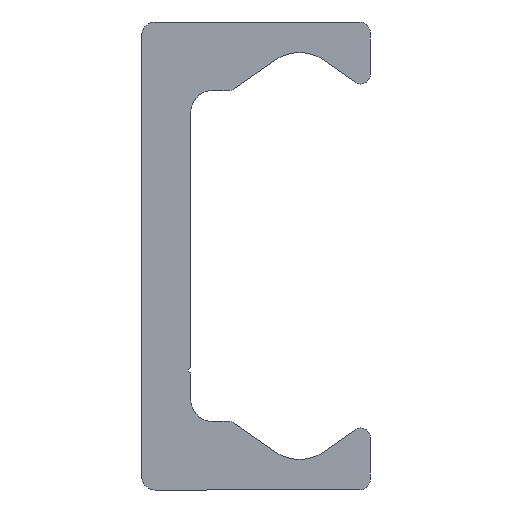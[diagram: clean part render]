
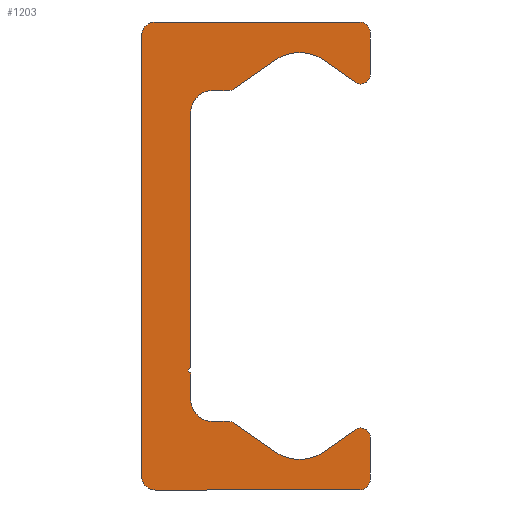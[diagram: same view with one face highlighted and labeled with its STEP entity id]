
A CAD part, left-side view. The second image highlights one B-rep face of the part: STEP entity #1203.
In plain terms, the highlighted planar face has unit normal (-1, 0, 0).
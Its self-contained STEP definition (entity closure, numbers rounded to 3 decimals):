
#324=CARTESIAN_POINT('',(0.0,9.25,-21.5));
#325=VERTEX_POINT('',#324);
#332=CARTESIAN_POINT('',(0.0,10.5,-20.25));
#333=VERTEX_POINT('',#332);
#334=CARTESIAN_POINT('',(0.0,9.25,-20.25));
#335=DIRECTION('',(1.0,0.0,0.0));
#336=DIRECTION('',(0.0,0.0,-1.0));
#337=AXIS2_PLACEMENT_3D('',#334,#335,#336);
#338=CIRCLE('',#337,1.25);
#339=EDGE_CURVE('',#325,#333,#338,.T.);
#363=CARTESIAN_POINT('',(0.0,-9.5,-21.5));
#364=VERTEX_POINT('',#363);
#371=CARTESIAN_POINT('',(0.0,-9.5,-21.5));
#372=DIRECTION('',(0.0,1.0,0.0));
#373=VECTOR('',#372,18.75);
#374=LINE('',#371,#373);
#375=EDGE_CURVE('',#364,#325,#374,.T.);
#395=CARTESIAN_POINT('',(0.0,-10.5,-20.5));
#396=VERTEX_POINT('',#395);
#403=CARTESIAN_POINT('',(0.0,-9.5,-20.5));
#404=DIRECTION('',(1.0,0.0,0.0));
#405=DIRECTION('',(0.0,-1.0,0.0));
#406=AXIS2_PLACEMENT_3D('',#403,#404,#405);
#407=CIRCLE('',#406,1.0);
#408=EDGE_CURVE('',#396,#364,#407,.T.);
#427=CARTESIAN_POINT('',(0.0,-10.5,-16.65));
#428=VERTEX_POINT('',#427);
#435=CARTESIAN_POINT('',(0.0,-10.5,-16.65));
#436=DIRECTION('',(0.0,0.0,-1.0));
#437=VECTOR('',#436,3.85);
#438=LINE('',#435,#437);
#439=EDGE_CURVE('',#428,#396,#438,.T.);
#459=CARTESIAN_POINT('',(0.0,-9.162,-15.954));
#460=VERTEX_POINT('',#459);
#467=CARTESIAN_POINT('',(0.0,-9.65,-16.65));
#468=DIRECTION('',(1.0,0.0,0.0));
#469=DIRECTION('',(0.0,0.574,0.819));
#470=AXIS2_PLACEMENT_3D('',#467,#468,#469);
#471=CIRCLE('',#470,0.85);
#472=EDGE_CURVE('',#460,#428,#471,.T.);
#491=CARTESIAN_POINT('',(0.0,-6.294,-17.962));
#492=VERTEX_POINT('',#491);
#499=CARTESIAN_POINT('',(0.0,-6.294,-17.962));
#500=DIRECTION('',(0.0,-0.819,0.574));
#501=VECTOR('',#500,3.501);
#502=LINE('',#499,#501);
#503=EDGE_CURVE('',#492,#460,#502,.T.);
#523=CARTESIAN_POINT('',(0.0,-1.706,-17.962));
#524=VERTEX_POINT('',#523);
#531=CARTESIAN_POINT('',(0.0,-4.,-14.685));
#532=DIRECTION('',(-1.0,0.0,0.0));
#533=DIRECTION('',(0.0,0.574,0.819));
#534=AXIS2_PLACEMENT_3D('',#531,#532,#533);
#535=CIRCLE('',#534,4.0);
#536=EDGE_CURVE('',#524,#492,#535,.T.);
#555=CARTESIAN_POINT('',(0.0,1.981,-15.381));
#556=VERTEX_POINT('',#555);
#563=CARTESIAN_POINT('',(0.0,1.981,-15.381));
#564=DIRECTION('',(0.0,-0.819,-0.574));
#565=VECTOR('',#564,4.5);
#566=LINE('',#563,#565);
#567=EDGE_CURVE('',#556,#524,#566,.T.);
#587=CARTESIAN_POINT('',(0.0,2.554,-15.2));
#588=VERTEX_POINT('',#587);
#595=CARTESIAN_POINT('',(0.0,2.554,-16.2));
#596=DIRECTION('',(1.0,0.0,0.0));
#597=DIRECTION('',(0.0,0.0,1.0));
#598=AXIS2_PLACEMENT_3D('',#595,#596,#597);
#599=CIRCLE('',#598,1.);
#600=EDGE_CURVE('',#588,#556,#599,.T.);
#619=CARTESIAN_POINT('',(0.0,4.0,-15.2));
#620=VERTEX_POINT('',#619);
#627=CARTESIAN_POINT('',(0.0,4.0,-15.2));
#628=DIRECTION('',(0.0,-1.0,0.0));
#629=VECTOR('',#628,1.446);
#630=LINE('',#627,#629);
#631=EDGE_CURVE('',#620,#588,#630,.T.);
#651=CARTESIAN_POINT('',(0.0,6.,-13.2));
#652=VERTEX_POINT('',#651);
#659=CARTESIAN_POINT('',(0.0,4.,-13.2));
#660=DIRECTION('',(-1.0,0.0,0.0));
#661=DIRECTION('',(0.0,0.0,1.0));
#662=AXIS2_PLACEMENT_3D('',#659,#660,#661);
#663=CIRCLE('',#662,2.0);
#664=EDGE_CURVE('',#652,#620,#663,.T.);
#683=CARTESIAN_POINT('',(0.0,6.,-10.75));
#684=VERTEX_POINT('',#683);
#691=CARTESIAN_POINT('',(0.0,6.,-10.75));
#692=DIRECTION('',(0.0,0.0,-1.0));
#693=VECTOR('',#692,2.45);
#694=LINE('',#691,#693);
#695=EDGE_CURVE('',#684,#652,#694,.T.);
#715=CARTESIAN_POINT('',(0.0,6.,-10.25));
#716=VERTEX_POINT('',#715);
#723=CARTESIAN_POINT('',(0.0,6.,-10.5));
#724=DIRECTION('',(-1.0,0.0,0.0));
#725=DIRECTION('',(0.0,0.0,1.0));
#726=AXIS2_PLACEMENT_3D('',#723,#724,#725);
#727=CIRCLE('',#726,0.25);
#728=EDGE_CURVE('',#716,#684,#727,.T.);
#747=CARTESIAN_POINT('',(0.0,6.,13.2));
#748=VERTEX_POINT('',#747);
#755=CARTESIAN_POINT('',(0.0,6.,13.2));
#756=DIRECTION('',(0.0,0.0,-1.0));
#757=VECTOR('',#756,23.45);
#758=LINE('',#755,#757);
#759=EDGE_CURVE('',#748,#716,#758,.T.);
#794=CARTESIAN_POINT('',(0.0,4.0,15.2));
#795=VERTEX_POINT('',#794);
#802=CARTESIAN_POINT('',(0.0,4.,13.2));
#803=DIRECTION('',(-1.0,0.0,0.0));
#804=DIRECTION('',(0.0,-1.0,0.0));
#805=AXIS2_PLACEMENT_3D('',#802,#803,#804);
#806=CIRCLE('',#805,2.0);
#807=EDGE_CURVE('',#795,#748,#806,.T.);
#826=CARTESIAN_POINT('',(0.0,2.554,15.2));
#827=VERTEX_POINT('',#826);
#834=CARTESIAN_POINT('',(0.0,2.554,15.2));
#835=DIRECTION('',(0.0,1.0,0.0));
#836=VECTOR('',#835,1.446);
#837=LINE('',#834,#836);
#838=EDGE_CURVE('',#827,#795,#837,.T.);
#858=CARTESIAN_POINT('',(0.0,1.981,15.381));
#859=VERTEX_POINT('',#858);
#866=CARTESIAN_POINT('',(0.0,2.554,16.2));
#867=DIRECTION('',(1.0,0.0,0.0));
#868=DIRECTION('',(0.0,-0.574,-0.819));
#869=AXIS2_PLACEMENT_3D('',#866,#867,#868);
#870=CIRCLE('',#869,1.);
#871=EDGE_CURVE('',#859,#827,#870,.T.);
#890=CARTESIAN_POINT('',(0.0,-1.706,17.962));
#891=VERTEX_POINT('',#890);
#898=CARTESIAN_POINT('',(0.0,-1.706,17.962));
#899=DIRECTION('',(0.0,0.819,-0.574));
#900=VECTOR('',#899,4.5);
#901=LINE('',#898,#900);
#902=EDGE_CURVE('',#891,#859,#901,.T.);
#922=CARTESIAN_POINT('',(0.0,-6.294,17.962));
#923=VERTEX_POINT('',#922);
#930=CARTESIAN_POINT('',(0.0,-4.,14.685));
#931=DIRECTION('',(-1.0,0.0,0.0));
#932=DIRECTION('',(0.0,-0.574,-0.819));
#933=AXIS2_PLACEMENT_3D('',#930,#931,#932);
#934=CIRCLE('',#933,4.0);
#935=EDGE_CURVE('',#923,#891,#934,.T.);
#954=CARTESIAN_POINT('',(0.0,-9.162,15.954));
#955=VERTEX_POINT('',#954);
#962=CARTESIAN_POINT('',(0.0,-9.162,15.954));
#963=DIRECTION('',(0.0,0.819,0.574));
#964=VECTOR('',#963,3.501);
#965=LINE('',#962,#964);
#966=EDGE_CURVE('',#955,#923,#965,.T.);
#986=CARTESIAN_POINT('',(0.0,-10.5,16.65));
#987=VERTEX_POINT('',#986);
#994=CARTESIAN_POINT('',(0.0,-9.65,16.65));
#995=DIRECTION('',(1.0,0.0,0.0));
#996=DIRECTION('',(0.0,-1.0,0.0));
#997=AXIS2_PLACEMENT_3D('',#994,#995,#996);
#998=CIRCLE('',#997,0.85);
#999=EDGE_CURVE('',#987,#955,#998,.T.);
#1018=CARTESIAN_POINT('',(0.0,-10.5,20.5));
#1019=VERTEX_POINT('',#1018);
#1026=CARTESIAN_POINT('',(0.0,-10.5,20.5));
#1027=DIRECTION('',(0.0,0.0,-1.0));
#1028=VECTOR('',#1027,3.85);
#1029=LINE('',#1026,#1028);
#1030=EDGE_CURVE('',#1019,#987,#1029,.T.);
#1050=CARTESIAN_POINT('',(0.0,-9.5,21.5));
#1051=VERTEX_POINT('',#1050);
#1058=CARTESIAN_POINT('',(0.0,-9.5,20.5));
#1059=DIRECTION('',(1.0,0.0,0.0));
#1060=DIRECTION('',(0.0,0.0,1.0));
#1061=AXIS2_PLACEMENT_3D('',#1058,#1059,#1060);
#1062=CIRCLE('',#1061,1.0);
#1063=EDGE_CURVE('',#1051,#1019,#1062,.T.);
#1082=CARTESIAN_POINT('',(0.0,9.25,21.5));
#1083=VERTEX_POINT('',#1082);
#1090=CARTESIAN_POINT('',(0.0,9.25,21.5));
#1091=DIRECTION('',(0.0,-1.0,0.0));
#1092=VECTOR('',#1091,18.75);
#1093=LINE('',#1090,#1092);
#1094=EDGE_CURVE('',#1083,#1051,#1093,.T.);
#1114=CARTESIAN_POINT('',(0.0,10.5,20.25));
#1115=VERTEX_POINT('',#1114);
#1122=CARTESIAN_POINT('',(0.0,9.25,20.25));
#1123=DIRECTION('',(1.0,0.0,0.0));
#1124=DIRECTION('',(0.0,1.0,0.0));
#1125=AXIS2_PLACEMENT_3D('',#1122,#1123,#1124);
#1126=CIRCLE('',#1125,1.25);
#1127=EDGE_CURVE('',#1115,#1083,#1126,.T.);
#1145=CARTESIAN_POINT('',(0.0,10.5,-20.25));
#1146=DIRECTION('',(0.0,0.0,1.0));
#1147=VECTOR('',#1146,40.5);
#1148=LINE('',#1145,#1147);
#1149=EDGE_CURVE('',#333,#1115,#1148,.T.);
#1170=CARTESIAN_POINT('',(0.0,2.66,-0.019));
#1171=DIRECTION('',(1.0,0.0,0.0));
#1172=DIRECTION('',(0.0,0.0,-1.0));
#1173=AXIS2_PLACEMENT_3D('',#1170,#1171,#1172);
#1174=PLANE('',#1173);
#1175=ORIENTED_EDGE('',*,*,#1149,.F.);
#1176=ORIENTED_EDGE('',*,*,#339,.F.);
#1177=ORIENTED_EDGE('',*,*,#375,.F.);
#1178=ORIENTED_EDGE('',*,*,#408,.F.);
#1179=ORIENTED_EDGE('',*,*,#439,.F.);
#1180=ORIENTED_EDGE('',*,*,#472,.F.);
#1181=ORIENTED_EDGE('',*,*,#503,.F.);
#1182=ORIENTED_EDGE('',*,*,#536,.F.);
#1183=ORIENTED_EDGE('',*,*,#567,.F.);
#1184=ORIENTED_EDGE('',*,*,#600,.F.);
#1185=ORIENTED_EDGE('',*,*,#631,.F.);
#1186=ORIENTED_EDGE('',*,*,#664,.F.);
#1187=ORIENTED_EDGE('',*,*,#695,.F.);
#1188=ORIENTED_EDGE('',*,*,#728,.F.);
#1189=ORIENTED_EDGE('',*,*,#759,.F.);
#1190=ORIENTED_EDGE('',*,*,#807,.F.);
#1191=ORIENTED_EDGE('',*,*,#838,.F.);
#1192=ORIENTED_EDGE('',*,*,#871,.F.);
#1193=ORIENTED_EDGE('',*,*,#902,.F.);
#1194=ORIENTED_EDGE('',*,*,#935,.F.);
#1195=ORIENTED_EDGE('',*,*,#966,.F.);
#1196=ORIENTED_EDGE('',*,*,#999,.F.);
#1197=ORIENTED_EDGE('',*,*,#1030,.F.);
#1198=ORIENTED_EDGE('',*,*,#1063,.F.);
#1199=ORIENTED_EDGE('',*,*,#1094,.F.);
#1200=ORIENTED_EDGE('',*,*,#1127,.F.);
#1201=EDGE_LOOP('',(#1175,#1176,#1177,#1178,#1179,#1180,#1181,#1182,#1183,#1184,#1185,#1186,#1187,#1188,#1189,#1190,#1191,#1192,#1193,#1194,#1195,#1196,#1197,#1198,#1199,#1200));
#1202=FACE_OUTER_BOUND('',#1201,.T.);
#1203=ADVANCED_FACE('',(#1202),#1174,.F.);
